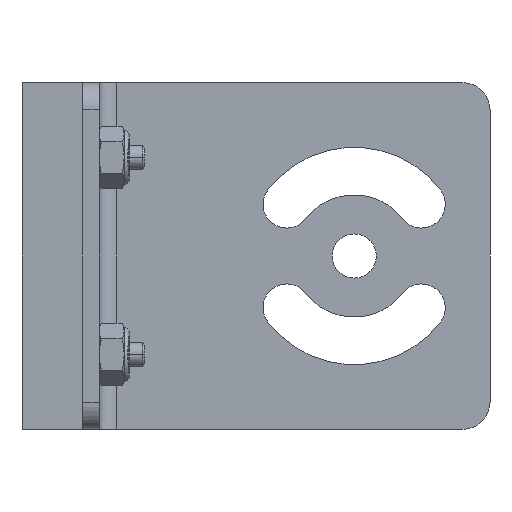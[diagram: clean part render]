
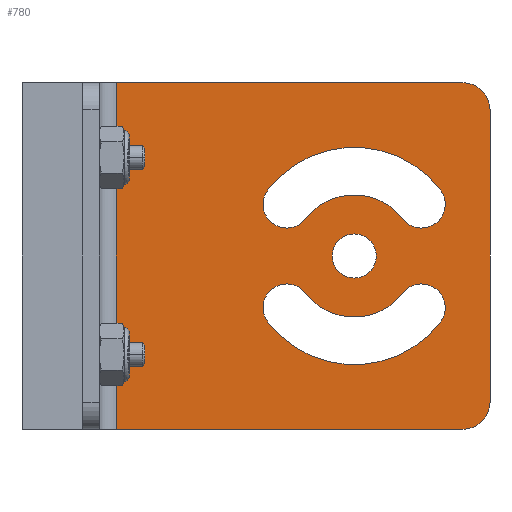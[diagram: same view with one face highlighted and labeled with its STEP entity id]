
A CAD part, left-side view. The second image highlights one B-rep face of the part: STEP entity #780.
In plain terms, the highlighted planar face has unit normal (-1, 0, 0).
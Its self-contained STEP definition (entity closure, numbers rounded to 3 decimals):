
#173=CARTESIAN_POINT('',(0.,-37.5,0.));
#174=DIRECTION('',(1.,0.,0.));
#175=DIRECTION('',(0.,0.,1.));
#176=AXIS2_PLACEMENT_3D('',#173,#174,#175);
#178=CARTESIAN_POINT('',(0.,-37.5,0.));
#179=DIRECTION('',(1.,0.,0.));
#180=DIRECTION('',(0.,0.,-1.));
#181=AXIS2_PLACEMENT_3D('',#178,#179,#180);
#183=CARTESIAN_POINT('',(0.,-37.5,0.));
#184=DIRECTION('',(1.,0.,0.));
#185=DIRECTION('',(0.,-0.793,-0.609));
#186=AXIS2_PLACEMENT_3D('',#183,#184,#185);
#188=CARTESIAN_POINT('',(0.,-27.583,-7.61));
#189=DIRECTION('',(1.,0.,0.));
#190=DIRECTION('',(0.,0.793,-0.609));
#191=AXIS2_PLACEMENT_3D('',#188,#189,#190);
#193=CARTESIAN_POINT('',(0.,-37.5,0.));
#194=DIRECTION('',(1.,0.,0.));
#195=DIRECTION('',(0.,-0.793,-0.609));
#196=AXIS2_PLACEMENT_3D('',#193,#194,#195);
#198=CARTESIAN_POINT('',(0.,-47.417,-7.61));
#199=DIRECTION('',(1.,0.,0.));
#200=DIRECTION('',(0.,0.793,0.609));
#201=AXIS2_PLACEMENT_3D('',#198,#199,#200);
#203=CARTESIAN_POINT('',(0.,-37.5,0.));
#204=DIRECTION('',(1.,0.,0.));
#205=DIRECTION('',(0.,0.793,0.609));
#206=AXIS2_PLACEMENT_3D('',#203,#204,#205);
#208=CARTESIAN_POINT('',(0.,-47.417,7.61));
#209=DIRECTION('',(1.,0.,0.));
#210=DIRECTION('',(0.,-0.793,0.609));
#211=AXIS2_PLACEMENT_3D('',#208,#209,#210);
#213=CARTESIAN_POINT('',(0.,-37.5,0.));
#214=DIRECTION('',(1.,0.,0.));
#215=DIRECTION('',(0.,0.793,0.609));
#216=AXIS2_PLACEMENT_3D('',#213,#214,#215);
#218=CARTESIAN_POINT('',(0.,-27.583,7.61));
#219=DIRECTION('',(1.,0.,0.));
#220=DIRECTION('',(0.,-0.793,-0.609));
#221=AXIS2_PLACEMENT_3D('',#218,#219,#220);
#223=CARTESIAN_POINT('',(0.,-53.5,21.5));
#224=DIRECTION('',(-1.,0.,0.));
#225=DIRECTION('',(0.,-1.,0.));
#226=AXIS2_PLACEMENT_3D('',#223,#224,#225);
#228=DIRECTION('',(0.,0.,-1.));
#229=VECTOR('',#228,43.);
#230=CARTESIAN_POINT('',(0.,-57.5,21.5));
#231=LINE('',#230,#229);
#232=CARTESIAN_POINT('',(0.,-53.5,-21.5));
#233=DIRECTION('',(-1.,0.,0.));
#234=DIRECTION('',(0.,0.,-1.));
#235=AXIS2_PLACEMENT_3D('',#232,#233,#234);
#237=DIRECTION('',(0.,1.,0.));
#238=VECTOR('',#237,51.);
#239=CARTESIAN_POINT('',(0.,-53.5,-25.5));
#240=LINE('',#239,#238);
#241=DIRECTION('',(0.,-1.,0.));
#242=VECTOR('',#241,51.);
#243=CARTESIAN_POINT('',(0.,-2.5,25.5));
#244=LINE('',#243,#242);
#305=DIRECTION('',(0.,0.,1.));
#306=VECTOR('',#305,51.);
#307=CARTESIAN_POINT('',(0.,-2.5,-25.5));
#308=LINE('',#307,#306);
#433=CARTESIAN_POINT('',(0.,-2.5,-25.5));
#434=CARTESIAN_POINT('',(0.,-2.5,25.5));
#435=VERTEX_POINT('',#433);
#436=VERTEX_POINT('',#434);
#441=CARTESIAN_POINT('',(0.,-37.5,3.25));
#442=CARTESIAN_POINT('',(0.,-37.5,-3.25));
#443=VERTEX_POINT('',#441);
#444=VERTEX_POINT('',#442);
#445=CARTESIAN_POINT('',(0.,-44.64,-5.479));
#446=CARTESIAN_POINT('',(0.,-30.36,-5.479));
#447=VERTEX_POINT('',#445);
#448=VERTEX_POINT('',#446);
#449=CARTESIAN_POINT('',(0.,-50.194,-9.74));
#450=CARTESIAN_POINT('',(0.,-24.806,-9.74));
#451=VERTEX_POINT('',#449);
#452=VERTEX_POINT('',#450);
#453=CARTESIAN_POINT('',(0.,-30.36,5.479));
#454=CARTESIAN_POINT('',(0.,-44.64,5.479));
#455=VERTEX_POINT('',#453);
#456=VERTEX_POINT('',#454);
#457=CARTESIAN_POINT('',(0.,-50.194,9.74));
#458=VERTEX_POINT('',#457);
#459=CARTESIAN_POINT('',(0.,-24.806,9.74));
#460=VERTEX_POINT('',#459);
#485=CARTESIAN_POINT('',(0.,-57.5,21.5));
#486=VERTEX_POINT('',#485);
#487=CARTESIAN_POINT('',(0.,-53.5,25.5));
#488=VERTEX_POINT('',#487);
#493=CARTESIAN_POINT('',(0.,-53.5,-25.5));
#494=VERTEX_POINT('',#493);
#495=CARTESIAN_POINT('',(0.,-57.5,-21.5));
#496=VERTEX_POINT('',#495);
#736=CARTESIAN_POINT('',(0.,2.5,25.5));
#737=DIRECTION('',(1.,0.,0.));
#738=DIRECTION('',(0.,0.,1.));
#739=AXIS2_PLACEMENT_3D('',#736,#737,#738);
#740=PLANE('',#739);
#742=ORIENTED_EDGE('',*,*,#741,.F.);
#744=ORIENTED_EDGE('',*,*,#743,.T.);
#746=ORIENTED_EDGE('',*,*,#745,.F.);
#748=ORIENTED_EDGE('',*,*,#747,.T.);
#750=ORIENTED_EDGE('',*,*,#749,.T.);
#752=ORIENTED_EDGE('',*,*,#751,.T.);
#753=EDGE_LOOP('',(#742,#744,#746,#748,#750,#752));
#754=FACE_OUTER_BOUND('',#753,.F.);
#756=ORIENTED_EDGE('',*,*,#755,.T.);
#758=ORIENTED_EDGE('',*,*,#757,.F.);
#760=ORIENTED_EDGE('',*,*,#759,.F.);
#762=ORIENTED_EDGE('',*,*,#761,.F.);
#763=EDGE_LOOP('',(#756,#758,#760,#762));
#764=FACE_BOUND('',#763,.F.);
#765=ORIENTED_EDGE('',*,*,#726,.T.);
#767=ORIENTED_EDGE('',*,*,#766,.F.);
#769=ORIENTED_EDGE('',*,*,#768,.F.);
#771=ORIENTED_EDGE('',*,*,#770,.F.);
#772=EDGE_LOOP('',(#765,#767,#769,#771));
#773=FACE_BOUND('',#772,.F.);
#775=ORIENTED_EDGE('',*,*,#774,.F.);
#777=ORIENTED_EDGE('',*,*,#776,.F.);
#778=EDGE_LOOP('',(#775,#777));
#779=FACE_BOUND('',#778,.F.);
#780=ADVANCED_FACE('',(#754,#764,#773,#779),#740,.F.);
#177=CIRCLE('',#176,3.25);
#182=CIRCLE('',#181,3.25);
#187=CIRCLE('',#186,9.);
#192=CIRCLE('',#191,3.5);
#197=CIRCLE('',#196,16.);
#202=CIRCLE('',#201,3.5);
#207=CIRCLE('',#206,9.);
#212=CIRCLE('',#211,3.5);
#217=CIRCLE('',#216,16.);
#222=CIRCLE('',#221,3.5);
#227=CIRCLE('',#226,4.);
#236=CIRCLE('',#235,4.);
#726=EDGE_CURVE('',#455,#456,#207,.T.);
#741=EDGE_CURVE('',#486,#488,#227,.T.);
#743=EDGE_CURVE('',#486,#496,#231,.T.);
#745=EDGE_CURVE('',#494,#496,#236,.T.);
#747=EDGE_CURVE('',#494,#435,#240,.T.);
#749=EDGE_CURVE('',#435,#436,#308,.T.);
#751=EDGE_CURVE('',#436,#488,#244,.T.);
#755=EDGE_CURVE('',#447,#448,#187,.T.);
#757=EDGE_CURVE('',#452,#448,#192,.T.);
#759=EDGE_CURVE('',#451,#452,#197,.T.);
#761=EDGE_CURVE('',#447,#451,#202,.T.);
#766=EDGE_CURVE('',#458,#456,#212,.T.);
#768=EDGE_CURVE('',#460,#458,#217,.T.);
#770=EDGE_CURVE('',#455,#460,#222,.T.);
#774=EDGE_CURVE('',#443,#444,#177,.T.);
#776=EDGE_CURVE('',#444,#443,#182,.T.);
